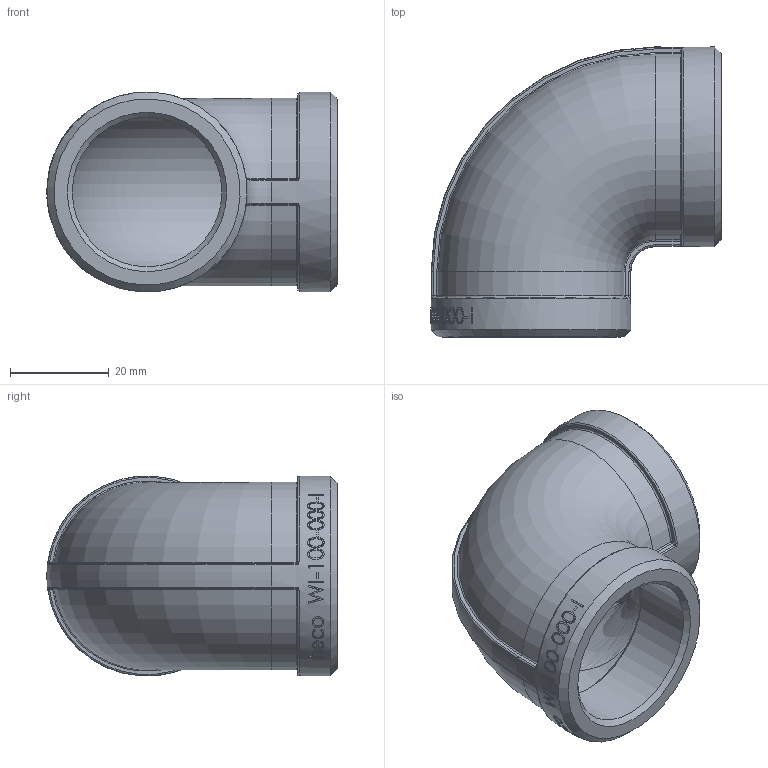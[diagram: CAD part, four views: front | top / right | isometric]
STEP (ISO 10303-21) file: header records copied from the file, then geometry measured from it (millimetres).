
FILE_DESCRIPTION (( 'STEP AP214' ), '1' );
FILE_NAME ('heco_WI-100-000-I.STEP', '2016-07-11T12:42:47', ( '' ), ( '' ), 'SwSTEP 2.0', 'SolidWorks 2011', '' );
FILE_SCHEMA (( 'AUTOMOTIVE_DESIGN' ));
Length unit declared in the file: millimetre
Products named in the file (1): heco_WI-100-000-I
Bounding box: 58.8 x 58.74 x 40.45 mm (x, y, z)
Volume: 22474.6 mm3; surface area: 16368.6 mm2
Topology: 1 solids, 1 shells, 251 faces, 611 edges, 386 vertices
Faces by surface type: bspline 106, cylinder 56, plane 54, torus 21, sphere 8, cone 6
Full cylindrical faces by diameter (mm): 30.291 x2, 40.5 x2
Entity records: 28864 total; most frequent: CARTESIAN_POINT 22070, ORIENTED_EDGE 1188, DIRECTION 794, EDGE_CURVE 594, VERTEX_POINT 380, EDGE_LOOP 288, AXIS2_PLACEMENT_3D 288, FACE_OUTER_BOUND 255
